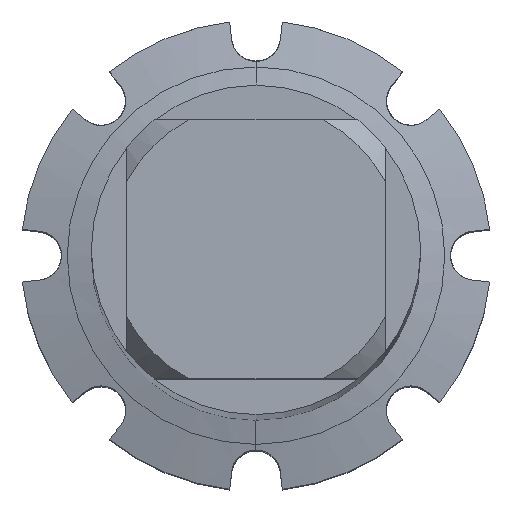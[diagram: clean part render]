
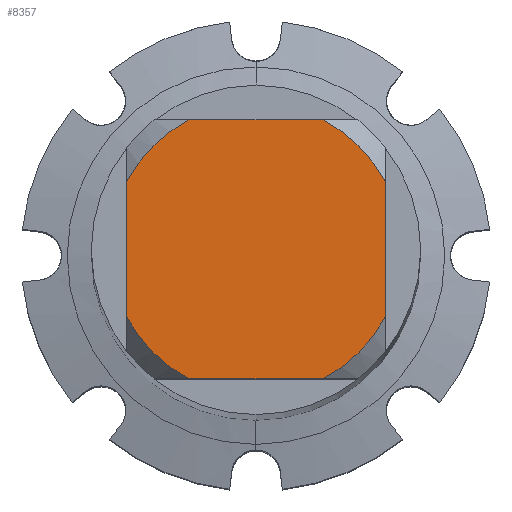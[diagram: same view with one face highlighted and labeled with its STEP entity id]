
A CAD part, top view. The second image highlights one B-rep face of the part: STEP entity #8357.
In plain terms, the highlighted planar face has unit normal (0, 0, 1).
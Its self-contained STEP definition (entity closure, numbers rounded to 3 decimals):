
#4355=EDGE_CURVE('',#5155,#4761,#12680,.T.);
#4761=VERTEX_POINT('',#13113);
#5019=VERTEX_POINT('',#13389);
#5155=VERTEX_POINT('',#13536);
#5261=VERTEX_POINT('',#13651);
#5311=EDGE_CURVE('',#5019,#6689,#13706,.T.);
#5467=EDGE_CURVE('',#5155,#6715,#13871,.T.);
#6689=VERTEX_POINT('',#15189);
#6715=VERTEX_POINT('',#15218);
#7149=EDGE_CURVE('',#8845,#5261,#15694,.T.);
#7741=EDGE_CURVE('',#5019,#4761,#16347,.T.);
#8059=EDGE_CURVE('',#8845,#6715,#16695,.T.);
#8339=VERTEX_POINT('',#16995);
#8357=ADVANCED_FACE('',(#17013),#17014,.T.);
#8845=VERTEX_POINT('',#17548);
#10249=EDGE_CURVE('',#8339,#5261,#19077,.T.);
#11883=EDGE_CURVE('',#8339,#6689,#20831,.T.);
#12680=LINE('',#21855,#21856);
#13113=CARTESIAN_POINT('',(-1.431,2.75,0.0));
#13389=CARTESIAN_POINT('',(-2.75,1.431,0.0));
#13536=CARTESIAN_POINT('',(1.431,2.75,0.0));
#13651=CARTESIAN_POINT('',(1.431,-2.75,0.0));
#13706=LINE('',#23618,#23619);
#13871=CIRCLE('',#23939,3.1);
#15189=CARTESIAN_POINT('',(-2.75,-1.431,0.0));
#15218=CARTESIAN_POINT('',(2.75,1.431,0.0));
#15694=CIRCLE('',#27145,3.1);
#16347=CIRCLE('',#28266,3.1);
#16695=LINE('',#28865,#28866);
#16995=CARTESIAN_POINT('',(-1.431,-2.75,0.0));
#17013=FACE_OUTER_BOUND('',#29453,.T.);
#17014=PLANE('',#29454);
#17548=CARTESIAN_POINT('',(2.75,-1.431,0.0));
#19077=LINE('',#33088,#33089);
#20831=CIRCLE('',#36329,3.1);
#21855=CARTESIAN_POINT('',(0.0,2.75,0.0));
#21856=VECTOR('',#37721,1.0);
#23618=CARTESIAN_POINT('',(-2.75,0.775,0.0));
#23619=VECTOR('',#38609,1.0);
#23939=AXIS2_PLACEMENT_3D('',#38736,#38737,#38738);
#27145=AXIS2_PLACEMENT_3D('',#40744,#40745,#40746);
#28266=AXIS2_PLACEMENT_3D('',#41568,#41569,#41570);
#28865=CARTESIAN_POINT('',(2.75,0.775,0.0));
#28866=VECTOR('',#41922,1.0);
#29453=EDGE_LOOP('',(#42191,#42192,#42193,#42194,#42195,#42196,#42197,#42198));
#29454=AXIS2_PLACEMENT_3D('',#42199,#42200,#42201);
#33088=CARTESIAN_POINT('',(0.0,-2.75,0.0));
#33089=VECTOR('',#44639,1.0);
#36329=AXIS2_PLACEMENT_3D('',#46243,#46244,#46245);
#37721=DIRECTION('',(-1.0,0.0,0.0));
#38609=DIRECTION('',(-0.0,-1.0,0.0));
#38736=CARTESIAN_POINT('',(0.0,0.0,0.0));
#38737=DIRECTION('',(0.0,0.0,-1.0));
#38738=DIRECTION('',(0.0,1.0,0.0));
#40744=CARTESIAN_POINT('',(0.0,0.0,0.0));
#40745=DIRECTION('',(0.0,0.0,-1.0));
#40746=DIRECTION('',(0.0,1.0,0.0));
#41568=CARTESIAN_POINT('',(0.0,0.0,0.0));
#41569=DIRECTION('',(0.0,0.0,-1.0));
#41570=DIRECTION('',(0.0,1.0,0.0));
#41922=DIRECTION('',(-0.0,1.0,0.0));
#42191=ORIENTED_EDGE('',*,*,#5311,.T.);
#42192=ORIENTED_EDGE('',*,*,#11883,.F.);
#42193=ORIENTED_EDGE('',*,*,#10249,.T.);
#42194=ORIENTED_EDGE('',*,*,#7149,.F.);
#42195=ORIENTED_EDGE('',*,*,#8059,.T.);
#42196=ORIENTED_EDGE('',*,*,#5467,.F.);
#42197=ORIENTED_EDGE('',*,*,#4355,.T.);
#42198=ORIENTED_EDGE('',*,*,#7741,.F.);
#42199=CARTESIAN_POINT('',(0.0,1.55,0.0));
#42200=DIRECTION('',(-0.0,0.0,1.0));
#42201=DIRECTION('',(0.0,-1.0,0.0));
#44639=DIRECTION('',(1.0,0.0,0.0));
#46243=CARTESIAN_POINT('',(0.0,0.0,0.0));
#46244=DIRECTION('',(0.0,0.0,-1.0));
#46245=DIRECTION('',(0.0,1.0,0.0));
